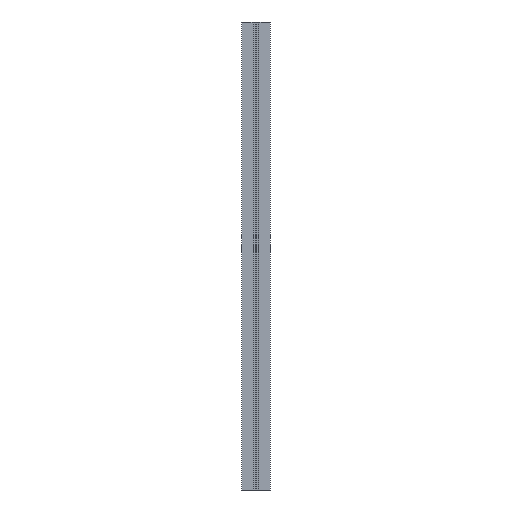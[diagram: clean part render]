
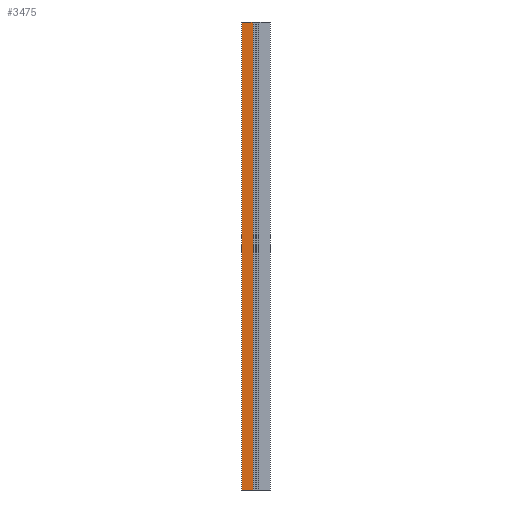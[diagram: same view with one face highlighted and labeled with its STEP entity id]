
A CAD part, front view. The second image highlights one B-rep face of the part: STEP entity #3475.
In plain terms, the highlighted planar face has unit normal (0, -1, 0).
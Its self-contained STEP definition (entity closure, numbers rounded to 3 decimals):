
#51 = VECTOR ( 'NONE', #2404, 1000. ) ;
#388 = LINE ( 'NONE', #3164, #7416 ) ;
#410 = LINE ( 'NONE', #8084, #3403 ) ;
#481 = DIRECTION ( 'NONE',  ( 1., 0., 0. ) ) ;
#847 = ORIENTED_EDGE ( 'NONE', *, *, #5020, .F. ) ;
#950 = CARTESIAN_POINT ( 'NONE',  ( 0., -22.5, 1000. ) ) ;
#1254 = LINE ( 'NONE', #950, #51 ) ;
#2070 = CARTESIAN_POINT ( 'NONE',  ( -30., -22.5, 1000. ) ) ;
#2184 = CARTESIAN_POINT ( 'NONE',  ( -6.4, -22.5, 0. ) ) ;
#2253 = LINE ( 'NONE', #7239, #2923 ) ;
#2404 = DIRECTION ( 'NONE',  ( 1., 0., 0. ) ) ;
#2900 = CARTESIAN_POINT ( 'NONE',  ( -30., -22.5, 0. ) ) ;
#2923 = VECTOR ( 'NONE', #6564, 1000. ) ;
#3148 = DIRECTION ( 'NONE',  ( 0., 1., 0. ) ) ;
#3164 = CARTESIAN_POINT ( 'NONE',  ( 0., -22.5, 0. ) ) ;
#3403 = VECTOR ( 'NONE', #5220, 1000. ) ;
#3475 = ADVANCED_FACE ( 'NONE', ( #4561 ), #3833, .F. ) ;
#3706 = ORIENTED_EDGE ( 'NONE', *, *, #7900, .F. ) ;
#3833 = PLANE ( 'NONE',  #8133 ) ;
#3994 = VERTEX_POINT ( 'NONE', #2900 ) ;
#4064 = EDGE_CURVE ( 'NONE', #7989, #3994, #2253, .T. ) ;
#4283 = EDGE_CURVE ( 'NONE', #3994, #4909, #388, .T. ) ;
#4299 = VERTEX_POINT ( 'NONE', #4657 ) ;
#4561 = FACE_OUTER_BOUND ( 'NONE', #5035, .T. ) ;
#4657 = CARTESIAN_POINT ( 'NONE',  ( -6.4, -22.5, 1000. ) ) ;
#4909 = VERTEX_POINT ( 'NONE', #2184 ) ;
#5020 = EDGE_CURVE ( 'NONE', #4299, #4909, #410, .T. ) ;
#5035 = EDGE_LOOP ( 'NONE', ( #5074, #847, #3706, #8619 ) ) ;
#5074 = ORIENTED_EDGE ( 'NONE', *, *, #4283, .T. ) ;
#5220 = DIRECTION ( 'NONE',  ( 0., 0., -1. ) ) ;
#5908 = DIRECTION ( 'NONE',  ( -1., 0., 0. ) ) ;
#6564 = DIRECTION ( 'NONE',  ( 0., 0., -1. ) ) ;
#6592 = CARTESIAN_POINT ( 'NONE',  ( 0., -22.5, 1000. ) ) ;
#7239 = CARTESIAN_POINT ( 'NONE',  ( -30., -22.5, 1000. ) ) ;
#7416 = VECTOR ( 'NONE', #481, 1000. ) ;
#7900 = EDGE_CURVE ( 'NONE', #7989, #4299, #1254, .T. ) ;
#7989 = VERTEX_POINT ( 'NONE', #2070 ) ;
#8084 = CARTESIAN_POINT ( 'NONE',  ( -6.4, -22.5, 1000. ) ) ;
#8133 = AXIS2_PLACEMENT_3D ( 'NONE', #6592, #3148, #5908 ) ;
#8619 = ORIENTED_EDGE ( 'NONE', *, *, #4064, .T. ) ;
